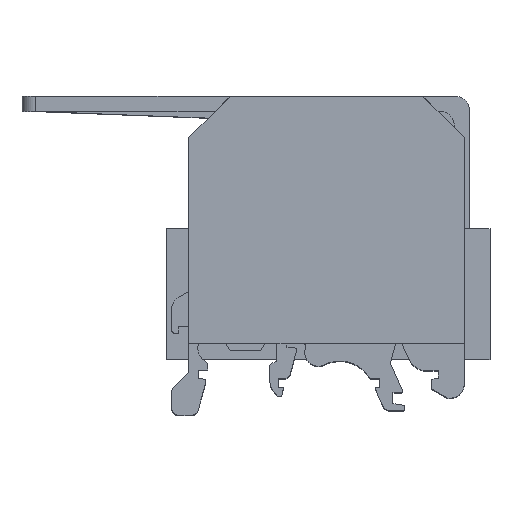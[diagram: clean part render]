
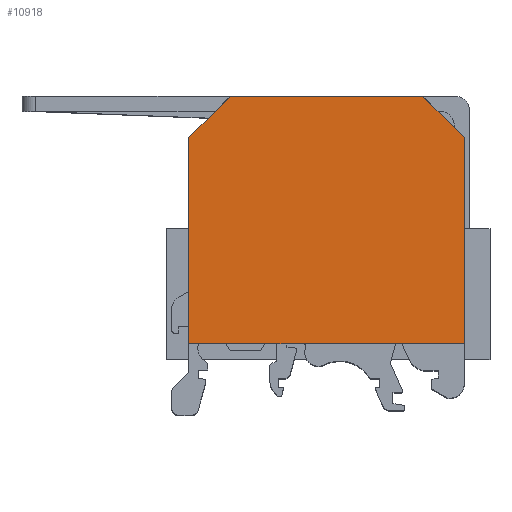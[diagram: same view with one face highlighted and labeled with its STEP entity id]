
A CAD part, top view. The second image highlights one B-rep face of the part: STEP entity #10918.
In plain terms, the highlighted planar face has unit normal (0, 0, 1).
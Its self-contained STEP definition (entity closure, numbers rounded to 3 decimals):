
#1345=ORIENTED_EDGE('',*,*,#3216,.T.);
#1346=ORIENTED_EDGE('',*,*,#3217,.T.);
#1347=ORIENTED_EDGE('',*,*,#3218,.T.);
#1348=ORIENTED_EDGE('',*,*,#3219,.T.);
#1349=ORIENTED_EDGE('',*,*,#3220,.T.);
#1350=ORIENTED_EDGE('',*,*,#3221,.T.);
#3216=EDGE_CURVE('',#4225,#4226,#5084,.T.);
#3217=EDGE_CURVE('',#4226,#4227,#5085,.T.);
#3218=EDGE_CURVE('',#4227,#4228,#5086,.T.);
#3219=EDGE_CURVE('',#4228,#4229,#5087,.T.);
#3220=EDGE_CURVE('',#4229,#4230,#5088,.T.);
#3221=EDGE_CURVE('',#4230,#4225,#5089,.T.);
#4225=VERTEX_POINT('',#15054);
#4226=VERTEX_POINT('',#15055);
#4227=VERTEX_POINT('',#15057);
#4228=VERTEX_POINT('',#15059);
#4229=VERTEX_POINT('',#15061);
#4230=VERTEX_POINT('',#15063);
#5084=LINE('',#15053,#6016);
#5085=LINE('',#15056,#6017);
#5086=LINE('',#15058,#6018);
#5087=LINE('',#15060,#6019);
#5088=LINE('',#15062,#6020);
#5089=LINE('',#15064,#6021);
#6016=VECTOR('',#12752,1000.);
#6017=VECTOR('',#12753,1000.);
#6018=VECTOR('',#12754,1000.);
#6019=VECTOR('',#12755,1000.);
#6020=VECTOR('',#12756,1000.);
#6021=VECTOR('',#12757,1000.);
#6710=EDGE_LOOP('',(#1345,#1346,#1347,#1348,#1349,#1350));
#7182=FACE_BOUND('',#6710,.T.);
#7597=PLANE('',#11434);
#10918=ADVANCED_FACE('',(#7182),#7597,.F.);
#11434=AXIS2_PLACEMENT_3D('',#15052,#12750,#12751);
#12750=DIRECTION('',(0.,0.,-1.));
#12751=DIRECTION('',(-1.,0.,0.));
#12752=DIRECTION('',(-0.707,-0.707,0.));
#12753=DIRECTION('',(0.,-1.,0.));
#12754=DIRECTION('',(1.,0.,0.));
#12755=DIRECTION('',(0.,1.,0.));
#12756=DIRECTION('',(-0.707,0.707,0.));
#12757=DIRECTION('',(-1.,0.,0.));
#15052=CARTESIAN_POINT('',(0.,20.,1.756));
#15053=CARTESIAN_POINT('',(-20.,0.,1.756));
#15054=CARTESIAN_POINT('',(-14.,6.,1.756));
#15055=CARTESIAN_POINT('',(-20.,0.,1.756));
#15056=CARTESIAN_POINT('',(-20.,0.,1.756));
#15057=CARTESIAN_POINT('',(-20.,-30.,1.756));
#15058=CARTESIAN_POINT('',(-20.,-30.,1.756));
#15059=CARTESIAN_POINT('',(20.,-30.,1.756));
#15060=CARTESIAN_POINT('',(20.,-30.,1.756));
#15061=CARTESIAN_POINT('',(20.,0.,1.756));
#15062=CARTESIAN_POINT('',(14.,6.,1.756));
#15063=CARTESIAN_POINT('',(14.,6.,1.756));
#15064=CARTESIAN_POINT('',(14.,6.,1.756));
